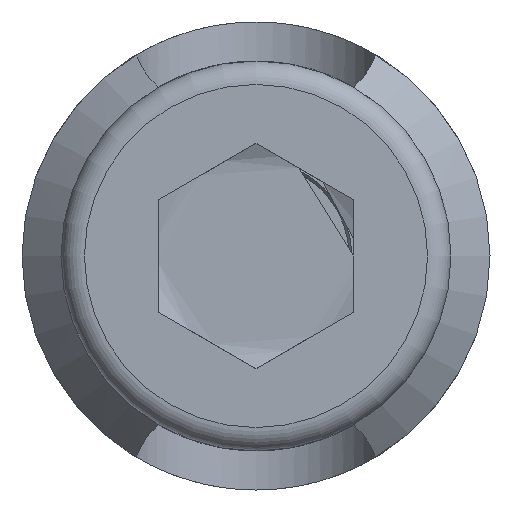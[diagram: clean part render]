
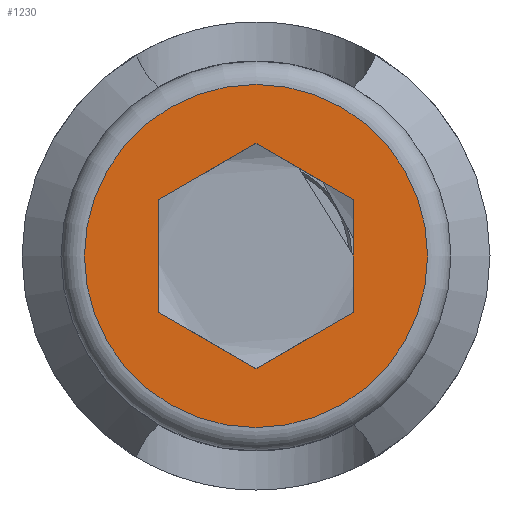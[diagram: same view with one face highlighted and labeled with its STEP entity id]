
A CAD part, left-side view. The second image highlights one B-rep face of the part: STEP entity #1230.
In plain terms, the highlighted planar face has unit normal (-1, 0, 0).
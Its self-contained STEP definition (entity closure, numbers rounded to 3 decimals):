
#98=FACE_BOUND('',#295,.T.);
#147=CIRCLE('',#1410,4.4);
#148=CIRCLE('',#1411,4.4);
#221=FACE_OUTER_BOUND('',#294,.T.);
#294=EDGE_LOOP('',(#1087,#1088));
#295=EDGE_LOOP('',(#1089,#1090,#1091,#1092,#1093,#1094));
#377=LINE('',#2417,#464);
#378=LINE('',#2419,#465);
#379=LINE('',#2421,#466);
#380=LINE('',#2423,#467);
#381=LINE('',#2425,#468);
#382=LINE('',#2426,#469);
#464=VECTOR('',#1727,10.);
#465=VECTOR('',#1728,10.);
#466=VECTOR('',#1729,10.);
#467=VECTOR('',#1730,10.);
#468=VECTOR('',#1731,10.);
#469=VECTOR('',#1732,10.);
#583=VERTEX_POINT('',#2408);
#584=VERTEX_POINT('',#2410);
#585=VERTEX_POINT('',#2415);
#586=VERTEX_POINT('',#2416);
#587=VERTEX_POINT('',#2418);
#588=VERTEX_POINT('',#2420);
#589=VERTEX_POINT('',#2422);
#590=VERTEX_POINT('',#2424);
#754=EDGE_CURVE('',#583,#584,#147,.T.);
#755=EDGE_CURVE('',#584,#583,#148,.T.);
#757=EDGE_CURVE('',#585,#586,#377,.T.);
#758=EDGE_CURVE('',#586,#587,#378,.T.);
#759=EDGE_CURVE('',#587,#588,#379,.T.);
#760=EDGE_CURVE('',#588,#589,#380,.T.);
#761=EDGE_CURVE('',#589,#590,#381,.T.);
#762=EDGE_CURVE('',#590,#585,#382,.T.);
#1087=ORIENTED_EDGE('',*,*,#755,.F.);
#1088=ORIENTED_EDGE('',*,*,#754,.F.);
#1089=ORIENTED_EDGE('',*,*,#757,.T.);
#1090=ORIENTED_EDGE('',*,*,#758,.T.);
#1091=ORIENTED_EDGE('',*,*,#759,.T.);
#1092=ORIENTED_EDGE('',*,*,#760,.T.);
#1093=ORIENTED_EDGE('',*,*,#761,.T.);
#1094=ORIENTED_EDGE('',*,*,#762,.T.);
#1169=PLANE('',#1413);
#1230=ADVANCED_FACE('',(#221,#98),#1169,.T.);
#1410=AXIS2_PLACEMENT_3D('',#2411,#1719,#1720);
#1411=AXIS2_PLACEMENT_3D('',#2412,#1721,#1722);
#1413=AXIS2_PLACEMENT_3D('',#2414,#1725,#1726);
#1719=DIRECTION('center_axis',(1.,0.,0.));
#1720=DIRECTION('ref_axis',(0.,-1.,0.));
#1721=DIRECTION('center_axis',(1.,0.,0.));
#1722=DIRECTION('ref_axis',(0.,-1.,0.));
#1725=DIRECTION('center_axis',(-1.,0.,0.));
#1726=DIRECTION('ref_axis',(0.,0.,1.));
#1727=DIRECTION('',(0.,0.,1.));
#1728=DIRECTION('',(0.,-0.866,0.5));
#1729=DIRECTION('',(0.,-0.866,-0.5));
#1730=DIRECTION('',(0.,0.,-1.));
#1731=DIRECTION('',(0.,0.866,-0.5));
#1732=DIRECTION('',(0.,0.866,0.5));
#2408=CARTESIAN_POINT('',(-6.,0.,4.4));
#2410=CARTESIAN_POINT('',(-6.,4.4,0.));
#2411=CARTESIAN_POINT('Origin',(-6.,0.,0.));
#2412=CARTESIAN_POINT('Origin',(-6.,0.,0.));
#2414=CARTESIAN_POINT('Origin',(-6.,3.943,0.));
#2415=CARTESIAN_POINT('',(-6.,2.5,-1.443));
#2416=CARTESIAN_POINT('',(-6.,2.5,1.443));
#2417=CARTESIAN_POINT('',(-6.,2.5,0.722));
#2418=CARTESIAN_POINT('',(-6.,0.,2.887));
#2419=CARTESIAN_POINT('',(-6.,0.625,2.526));
#2420=CARTESIAN_POINT('',(-6.,-2.5,1.443));
#2421=CARTESIAN_POINT('',(-6.,-1.875,1.804));
#2422=CARTESIAN_POINT('',(-6.,-2.5,-1.443));
#2423=CARTESIAN_POINT('',(-6.,-2.5,-0.722));
#2424=CARTESIAN_POINT('',(-6.,0.,-2.887));
#2425=CARTESIAN_POINT('',(-6.,-0.625,-2.526));
#2426=CARTESIAN_POINT('',(-6.,1.875,-1.804));
